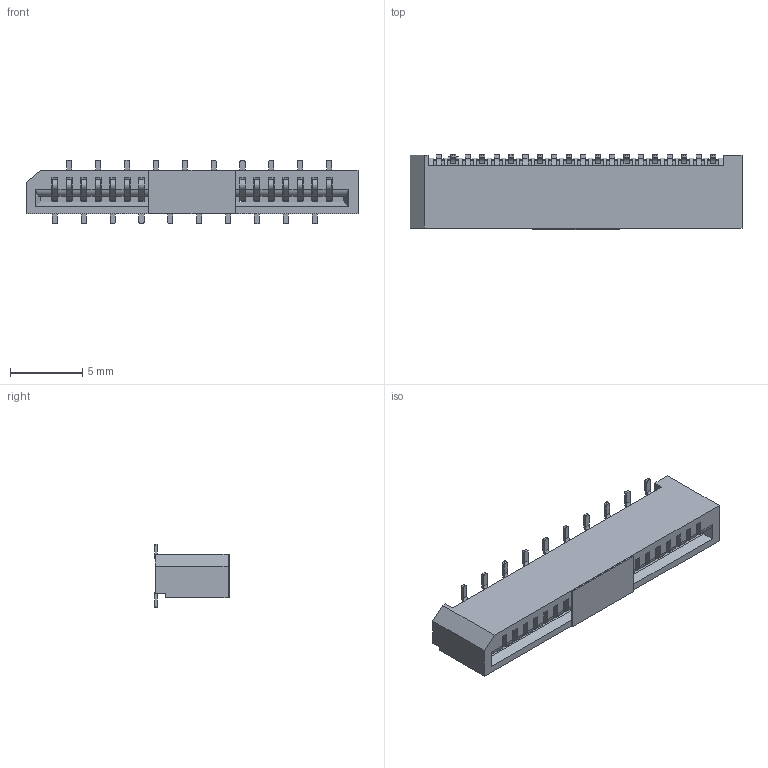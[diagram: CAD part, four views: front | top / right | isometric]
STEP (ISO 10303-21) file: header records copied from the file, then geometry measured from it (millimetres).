
FILE_DESCRIPTION(/* description */ ('Unknown'),/* implementation_level */ '2;1');
FILE_NAME(/* name */ '686120188822',/* time_stamp */ '2019-06-18T17:54:23+02:00',/* author */ ('Unknown'),/* organization */ ('Unknown'),/* preprocessor_version */ 'ST-DEVELOPER v16.7',/* originating_system */ 'DEX',/* authorisation */ $);
FILE_SCHEMA (('AUTOMOTIVE_DESIGN {1 0 10303 214 3 1 1}'));
Length unit declared in the file: millimetre
Products named in the file (5): 6861xx188822; 686120188822; 6861xx188822_Pin1; 6861xx188822_Pin2; 6861xx188822_Mylar2
Assembly tree (22 placements, depth 2):
  6861xx188822
    686120188822
    6861xx188822_Pin1  x10
    6861xx188822_Pin2  x10
    6861xx188822_Mylar2
Bounding box: 23 x 5.2 x 4.4 mm (x, y, z)
Volume: 249.9 mm3; surface area: 1043.5 mm2
Topology: 22 solids, 22 shells, 1512 faces, 4477 edges, 2970 vertices
Faces by surface type: plane 1131, cylinder 381
Entity records: 18938 total; most frequent: ORIENTED_EDGE 3410, CARTESIAN_POINT 3402, DIRECTION 2949, EDGE_CURVE 1705, LINE 1587, VECTOR 1587, VERTEX_POINT 1134, AXIS2_PLACEMENT_3D 681
